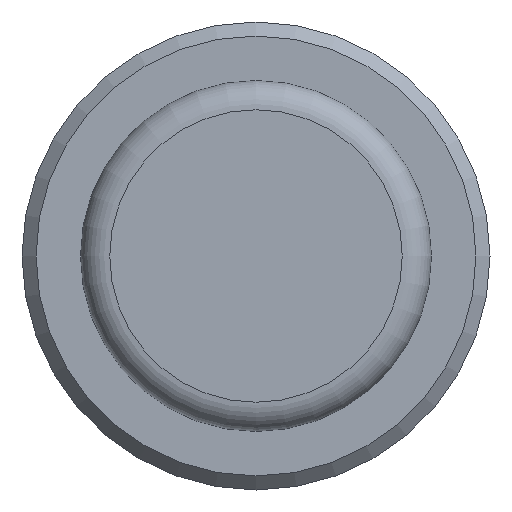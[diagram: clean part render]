
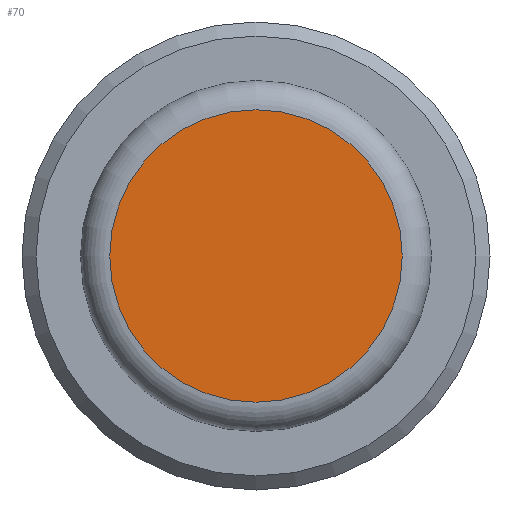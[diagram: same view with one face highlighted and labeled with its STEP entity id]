
A CAD part, front view. The second image highlights one B-rep face of the part: STEP entity #70.
In plain terms, the highlighted planar face has unit normal (0, -1, 0).
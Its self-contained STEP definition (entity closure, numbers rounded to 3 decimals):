
#70 = ADVANCED_FACE( '', ( #168 ), #169, .F. );
#168 = FACE_OUTER_BOUND( '', #308, .T. );
#169 = PLANE( '', #309 );
#308 = EDGE_LOOP( '', ( #459 ) );
#309 = AXIS2_PLACEMENT_3D( '', #460, #461, #462 );
#459 = ORIENTED_EDGE( '', *, *, #718, .T. );
#460 = CARTESIAN_POINT( '', ( 12.5, -3., 0. ) );
#461 = DIRECTION( '', ( 0., 1., 0. ) );
#462 = DIRECTION( '', ( 0., 0., 1. ) );
#718 = EDGE_CURVE( '', #829, #829, #830, .T. );
#829 = VERTEX_POINT( '', #1010 );
#830 = CIRCLE( '', #1011, 12.5 );
#1010 = CARTESIAN_POINT( '', ( 0., -3., -12.5 ) );
#1011 = AXIS2_PLACEMENT_3D( '', #1239, #1240, #1241 );
#1239 = CARTESIAN_POINT( '', ( 0., -3., 0. ) );
#1240 = DIRECTION( '', ( 0., -1., 0. ) );
#1241 = DIRECTION( '', ( 0., 0., -1. ) );
